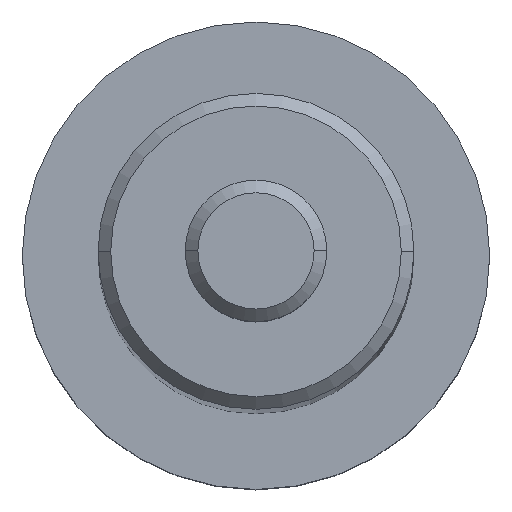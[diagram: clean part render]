
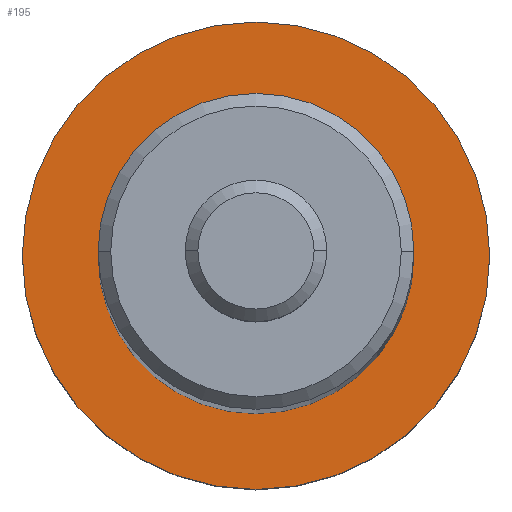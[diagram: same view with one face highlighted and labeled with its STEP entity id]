
A CAD part, top view. The second image highlights one B-rep face of the part: STEP entity #195.
In plain terms, the highlighted planar face has unit normal (0, 0, 1).
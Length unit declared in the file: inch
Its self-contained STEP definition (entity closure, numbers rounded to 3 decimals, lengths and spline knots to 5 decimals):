
#37 = DIRECTION ( 'NONE',  ( -1., 0., 0. ) ) ;
#43 = CARTESIAN_POINT ( 'NONE',  ( 0., 0., -2. ) ) ;
#77 = VERTEX_POINT ( 'NONE', #463 ) ;
#131 = VERTEX_POINT ( 'NONE', #619 ) ;
#154 = CARTESIAN_POINT ( 'NONE',  ( -0.185, 0., -2. ) ) ;
#155 = CARTESIAN_POINT ( 'NONE',  ( 0., 0., -2. ) ) ;
#161 = EDGE_CURVE ( 'NONE', #77, #537, #670, .T. ) ;
#162 = ORIENTED_EDGE ( 'NONE', *, *, #654, .F. ) ;
#172 = CARTESIAN_POINT ( 'NONE',  ( 0., 0., -2. ) ) ;
#175 = DIRECTION ( 'NONE',  ( 0., 0., 1. ) ) ;
#195 = ADVANCED_FACE ( 'NONE', ( #435, #498 ), #671, .F. ) ;
#198 = VERTEX_POINT ( 'NONE', #154 ) ;
#202 = DIRECTION ( 'NONE',  ( 0., 0., -1. ) ) ;
#241 = AXIS2_PLACEMENT_3D ( 'NONE', #659, #202, #540 ) ;
#242 = ORIENTED_EDGE ( 'NONE', *, *, #350, .F. ) ;
#268 = EDGE_LOOP ( 'NONE', ( #162, #346 ) ) ;
#320 = DIRECTION ( 'NONE',  ( -1., 0., 0. ) ) ;
#346 = ORIENTED_EDGE ( 'NONE', *, *, #161, .F. ) ;
#350 = EDGE_CURVE ( 'NONE', #131, #198, #597, .T. ) ;
#407 = DIRECTION ( 'NONE',  ( -1., 0., 0. ) ) ;
#425 = AXIS2_PLACEMENT_3D ( 'NONE', #172, #175, #407 ) ;
#435 = FACE_BOUND ( 'NONE', #268, .T. ) ;
#440 = EDGE_CURVE ( 'NONE', #198, #131, #536, .T. ) ;
#463 = CARTESIAN_POINT ( 'NONE',  ( -0.125, 0., -2. ) ) ;
#465 = CARTESIAN_POINT ( 'NONE',  ( 0.125, 0., -2. ) ) ;
#498 = FACE_OUTER_BOUND ( 'NONE', #520, .T. ) ;
#501 = DIRECTION ( 'NONE',  ( 0., 0., -1. ) ) ;
#520 = EDGE_LOOP ( 'NONE', ( #242, #599 ) ) ;
#536 = CIRCLE ( 'NONE', #630, 0.185 ) ;
#537 = VERTEX_POINT ( 'NONE', #465 ) ;
#540 = DIRECTION ( 'NONE',  ( -1., 0., 0. ) ) ;
#556 = DIRECTION ( 'NONE',  ( -1., 0., 0. ) ) ;
#597 = CIRCLE ( 'NONE', #241, 0.185 ) ;
#599 = ORIENTED_EDGE ( 'NONE', *, *, #440, .F. ) ;
#615 = CARTESIAN_POINT ( 'NONE',  ( 0., 0., -2. ) ) ;
#619 = CARTESIAN_POINT ( 'NONE',  ( 0.185, 0., -2. ) ) ;
#630 = AXIS2_PLACEMENT_3D ( 'NONE', #155, #501, #556 ) ;
#654 = EDGE_CURVE ( 'NONE', #537, #77, #699, .T. ) ;
#659 = CARTESIAN_POINT ( 'NONE',  ( 0., 0., -2. ) ) ;
#660 = AXIS2_PLACEMENT_3D ( 'NONE', #43, #731, #320 ) ;
#670 = CIRCLE ( 'NONE', #686, 0.125 ) ;
#671 = PLANE ( 'NONE',  #660 ) ;
#672 = DIRECTION ( 'NONE',  ( 0., 0., 1. ) ) ;
#686 = AXIS2_PLACEMENT_3D ( 'NONE', #615, #672, #37 ) ;
#699 = CIRCLE ( 'NONE', #425, 0.125 ) ;
#731 = DIRECTION ( 'NONE',  ( 0., 0., -1. ) ) ;
